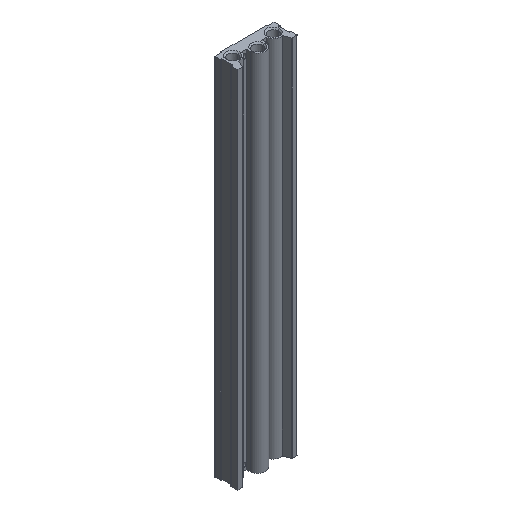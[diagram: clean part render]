
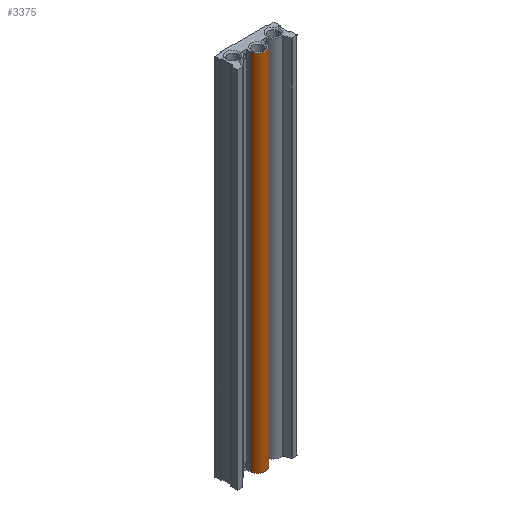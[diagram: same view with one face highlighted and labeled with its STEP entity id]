
A CAD part, isometric view. The second image highlights one B-rep face of the part: STEP entity #3375.
In plain terms, the highlighted cylindrical face has radius 8.725 mm (diameter 17.45 mm), a partial arc.
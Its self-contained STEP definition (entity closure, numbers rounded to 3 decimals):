
#1909 = EDGE_LOOP ( 'NONE', ( #11284, #11285, #11286, #11287 ) ) ;
#3375 = ADVANCED_FACE ( 'NONE', ( #6248 ), #6249, .T. ) ;
#3613 = EDGE_CURVE ( 'NONE', #8735, #9423, #6316, .T. ) ;
#6248 = FACE_OUTER_BOUND ( 'NONE', #1909, .T. ) ;
#6249 = CYLINDRICAL_SURFACE ( 'NONE', #14754, 8.725 ) ;
#6316 = CIRCLE ( 'NONE', #14770, 8.725 ) ;
#8664 = VERTEX_POINT ( 'NONE', #13406 ) ;
#8735 = VERTEX_POINT ( 'NONE', #13477 ) ;
#9423 = VERTEX_POINT ( 'NONE', #13548 ) ;
#10623 = VERTEX_POINT ( 'NONE', #13628 ) ;
#11284 = ORIENTED_EDGE ( 'NONE', *, *, #3613, .T. ) ;
#11285 = ORIENTED_EDGE ( 'NONE', *, *, #15968, .F. ) ;
#11286 = ORIENTED_EDGE ( 'NONE', *, *, #15578, .F. ) ;
#11287 = ORIENTED_EDGE ( 'NONE', *, *, #15969, .T. ) ;
#12664 = CIRCLE ( 'NONE', #15104, 8.725 ) ;
#12777 = LINE ( 'NONE', #17412, #12779 ) ;
#12779 = VECTOR ( 'NONE', #17413, 1000. ) ;
#12781 = LINE ( 'NONE', #17414, #12783 ) ;
#12783 = VECTOR ( 'NONE', #17415, 1000. ) ;
#13406 = CARTESIAN_POINT ( 'NONE',  ( -8.725, -2.5, 413.5 ) ) ;
#13477 = CARTESIAN_POINT ( 'NONE',  ( -8.725, -2.5, 0. ) ) ;
#13548 = CARTESIAN_POINT ( 'NONE',  ( 8.725, -2.5, 0. ) ) ;
#13628 = CARTESIAN_POINT ( 'NONE',  ( 8.725, -2.5, 413.5 ) ) ;
#13844 = CARTESIAN_POINT ( 'NONE',  ( 0., -2.5, 0. ) ) ;
#13845 = DIRECTION ( 'NONE',  ( 0., 0., 1. ) ) ;
#13846 = DIRECTION ( 'NONE',  ( 1., 0., 0. ) ) ;
#14754 = AXIS2_PLACEMENT_3D ( 'NONE', #19096, #19097, #19098 ) ;
#14770 = AXIS2_PLACEMENT_3D ( 'NONE', #13844, #13845, #13846 ) ;
#15104 = AXIS2_PLACEMENT_3D ( 'NONE', #17174, #17175, #17176 ) ;
#15578 = EDGE_CURVE ( 'NONE', #8664, #10623, #12664, .T. ) ;
#15968 = EDGE_CURVE ( 'NONE', #10623, #9423, #12777, .T. ) ;
#15969 = EDGE_CURVE ( 'NONE', #8664, #8735, #12781, .T. ) ;
#17174 = CARTESIAN_POINT ( 'NONE',  ( 0., -2.5, 413.5 ) ) ;
#17175 = DIRECTION ( 'NONE',  ( 0., 0., 1. ) ) ;
#17176 = DIRECTION ( 'NONE',  ( 1., 0., 0. ) ) ;
#17412 = CARTESIAN_POINT ( 'NONE',  ( 8.725, -2.5, 413.5 ) ) ;
#17413 = DIRECTION ( 'NONE',  ( 0., 0., -1. ) ) ;
#17414 = CARTESIAN_POINT ( 'NONE',  ( -8.725, -2.5, 413.5 ) ) ;
#17415 = DIRECTION ( 'NONE',  ( 0., 0., -1. ) ) ;
#19096 = CARTESIAN_POINT ( 'NONE',  ( 0., -2.5, 413.5 ) ) ;
#19097 = DIRECTION ( 'NONE',  ( 0., 0., -1. ) ) ;
#19098 = DIRECTION ( 'NONE',  ( -1., 0., 0. ) ) ;
